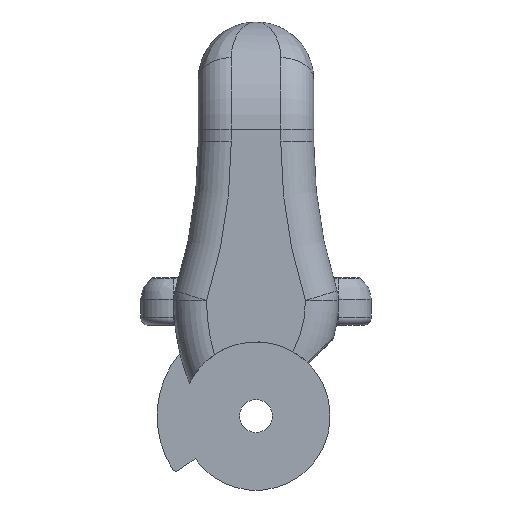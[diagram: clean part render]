
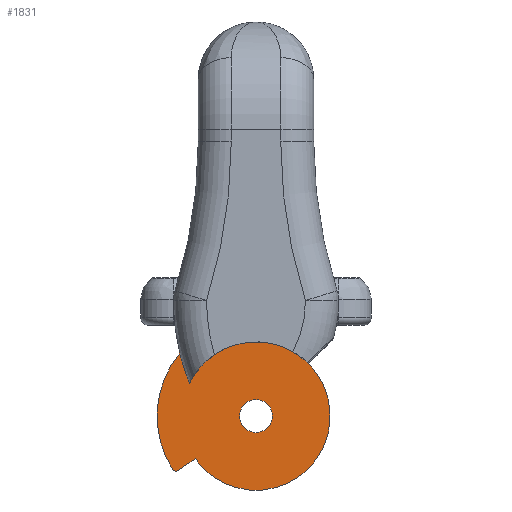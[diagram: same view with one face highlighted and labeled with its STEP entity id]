
A CAD part, left-side view. The second image highlights one B-rep face of the part: STEP entity #1831.
In plain terms, the highlighted planar face has unit normal (-1, 0, 0).
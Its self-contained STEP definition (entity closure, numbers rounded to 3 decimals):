
#18=FACE_BOUND('',#358,.T.);
#244=FACE_OUTER_BOUND('',#357,.T.);
#357=EDGE_LOOP('',(#1438,#1439,#1440,#1441,#1442,#1443));
#358=EDGE_LOOP('',(#1444));
#469=LINE('',#3669,#554);
#554=VECTOR('',#2371,10.);
#644=CIRCLE('',#2001,0.25);
#645=CIRCLE('',#2003,6.);
#647=CIRCLE('',#2006,4.5);
#648=CIRCLE('',#2007,4.5);
#649=CIRCLE('',#2008,13.386);
#650=CIRCLE('',#2009,1.);
#813=VERTEX_POINT('',#3632);
#814=VERTEX_POINT('',#3634);
#815=VERTEX_POINT('',#3638);
#820=VERTEX_POINT('',#3668);
#821=VERTEX_POINT('',#3670);
#822=VERTEX_POINT('',#3672);
#823=VERTEX_POINT('',#3675);
#1037=EDGE_CURVE('',#813,#814,#644,.T.);
#1039=EDGE_CURVE('',#815,#814,#645,.T.);
#1045=EDGE_CURVE('',#820,#813,#469,.T.);
#1046=EDGE_CURVE('',#820,#821,#647,.T.);
#1047=EDGE_CURVE('',#821,#822,#648,.T.);
#1048=EDGE_CURVE('',#815,#822,#649,.T.);
#1049=EDGE_CURVE('',#823,#823,#650,.T.);
#1438=ORIENTED_EDGE('',*,*,#1037,.F.);
#1439=ORIENTED_EDGE('',*,*,#1045,.F.);
#1440=ORIENTED_EDGE('',*,*,#1046,.T.);
#1441=ORIENTED_EDGE('',*,*,#1047,.T.);
#1442=ORIENTED_EDGE('',*,*,#1048,.F.);
#1443=ORIENTED_EDGE('',*,*,#1039,.T.);
#1444=ORIENTED_EDGE('',*,*,#1049,.T.);
#1767=PLANE('',#2005);
#1831=ADVANCED_FACE('',(#244,#18),#1767,.F.);
#2001=AXIS2_PLACEMENT_3D('',#3635,#2358,#2359);
#2003=AXIS2_PLACEMENT_3D('',#3639,#2363,#2364);
#2005=AXIS2_PLACEMENT_3D('',#3667,#2369,#2370);
#2006=AXIS2_PLACEMENT_3D('',#3671,#2372,#2373);
#2007=AXIS2_PLACEMENT_3D('',#3673,#2374,#2375);
#2008=AXIS2_PLACEMENT_3D('',#3674,#2376,#2377);
#2009=AXIS2_PLACEMENT_3D('',#3676,#2378,#2379);
#2358=DIRECTION('center_axis',(1.,0.,0.));
#2359=DIRECTION('ref_axis',(0.,0.195,-0.981));
#2363=DIRECTION('center_axis',(-1.,0.,0.));
#2364=DIRECTION('ref_axis',(0.,-1.,0.));
#2369=DIRECTION('center_axis',(1.,0.,0.));
#2370=DIRECTION('ref_axis',(0.,1.,0.));
#2371=DIRECTION('',(0.,0.819,-0.574));
#2372=DIRECTION('center_axis',(-1.,0.,0.));
#2373=DIRECTION('ref_axis',(0.,1.,0.));
#2374=DIRECTION('center_axis',(-1.,0.,0.));
#2375=DIRECTION('ref_axis',(0.,1.,0.));
#2376=DIRECTION('center_axis',(-1.,0.,0.));
#2377=DIRECTION('ref_axis',(0.,0.928,-0.374));
#2378=DIRECTION('center_axis',(1.,0.,0.));
#2379=DIRECTION('ref_axis',(0.,1.,0.));
#3632=CARTESIAN_POINT('',(-3.75,4.706,-3.295));
#3634=CARTESIAN_POINT('',(-3.75,5.06,-3.225));
#3635=CARTESIAN_POINT('Origin',(-3.75,4.849,-3.09));
#3638=CARTESIAN_POINT('',(-3.75,4.619,3.829));
#3639=CARTESIAN_POINT('Origin',(-3.75,0.,0.));
#3667=CARTESIAN_POINT('Origin',(-3.75,0.,0.));
#3668=CARTESIAN_POINT('',(-3.75,3.686,-2.581));
#3669=CARTESIAN_POINT('',(-3.75,0.,0.));
#3670=CARTESIAN_POINT('',(-3.75,-3.182,3.182));
#3671=CARTESIAN_POINT('Origin',(-3.75,0.,0.));
#3672=CARTESIAN_POINT('',(-3.75,4.031,2.));
#3673=CARTESIAN_POINT('Origin',(-3.75,0.,0.));
#3674=CARTESIAN_POINT('Origin',(-3.75,-8.386,7.));
#3675=CARTESIAN_POINT('',(-3.75,-1.,0.));
#3676=CARTESIAN_POINT('Origin',(-3.75,0.,0.));
